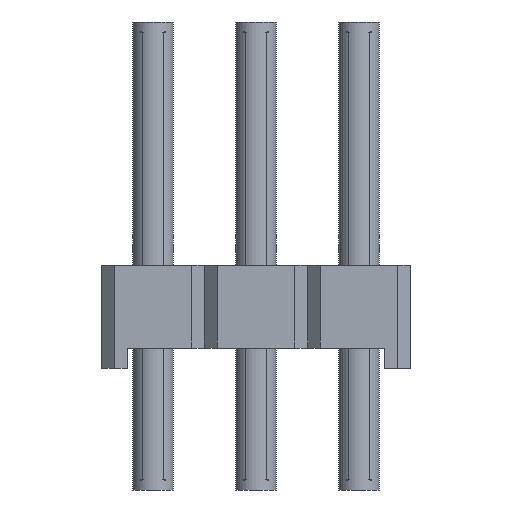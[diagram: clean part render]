
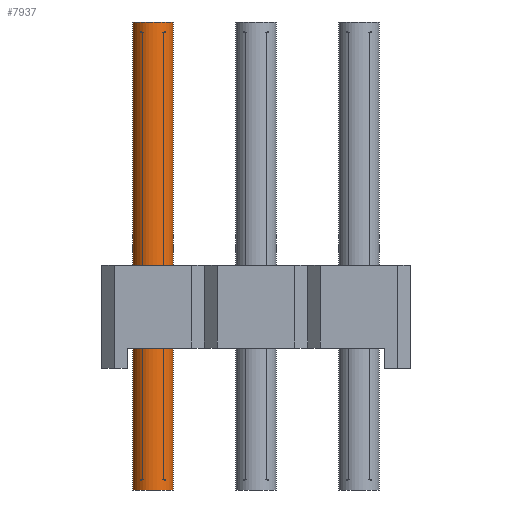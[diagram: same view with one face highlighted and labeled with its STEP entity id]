
A CAD part, left-side view. The second image highlights one B-rep face of the part: STEP entity #7937.
In plain terms, the highlighted cylindrical face has radius 0.5 mm (diameter 1 mm), a full revolution.
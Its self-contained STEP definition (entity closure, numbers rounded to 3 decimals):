
#167=CIRCLE('',#8388,0.5);
#168=CIRCLE('',#8389,0.5);
#468=CYLINDRICAL_SURFACE('',#8387,0.5);
#725=ORIENTED_EDGE('',*,*,#3043,.F.);
#726=ORIENTED_EDGE('',*,*,#3044,.T.);
#3043=EDGE_CURVE('',#4211,#4211,#167,.T.);
#3044=EDGE_CURVE('',#4212,#4212,#168,.T.);
#4211=VERTEX_POINT('',#11560);
#4212=VERTEX_POINT('',#11562);
#6743=EDGE_LOOP('',(#725));
#6744=EDGE_LOOP('',(#726));
#7215=FACE_BOUND('',#6743,.T.);
#7216=FACE_BOUND('',#6744,.T.);
#7937=ADVANCED_FACE('',(#7215,#7216),#468,.F.);
#8387=AXIS2_PLACEMENT_3D('',#11558,#9197,#9198);
#8388=AXIS2_PLACEMENT_3D('',#11559,#9199,#9200);
#8389=AXIS2_PLACEMENT_3D('',#11561,#9201,#9202);
#9197=DIRECTION('',(0.,0.,1.));
#9198=DIRECTION('',(1.,0.,0.));
#9199=DIRECTION('',(0.,0.,-1.));
#9200=DIRECTION('',(1.,0.,0.));
#9201=DIRECTION('',(0.,0.,-1.));
#9202=DIRECTION('',(1.,0.,0.));
#11558=CARTESIAN_POINT('',(0.,0.,0.));
#11559=CARTESIAN_POINT('',(0.,0.,11.54));
#11560=CARTESIAN_POINT('',(0.5,0.,11.54));
#11561=CARTESIAN_POINT('',(0.,0.,0.));
#11562=CARTESIAN_POINT('',(0.5,0.,0.));
